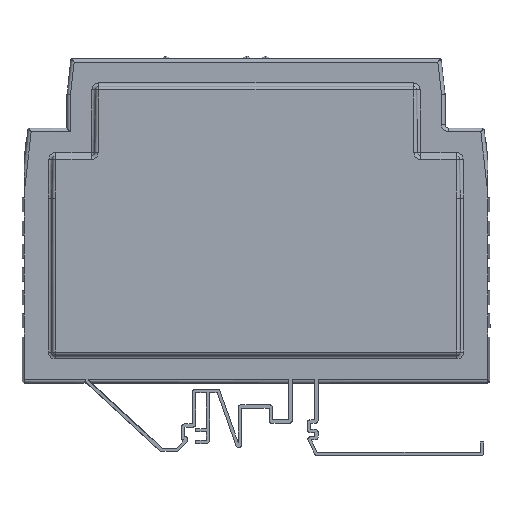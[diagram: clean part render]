
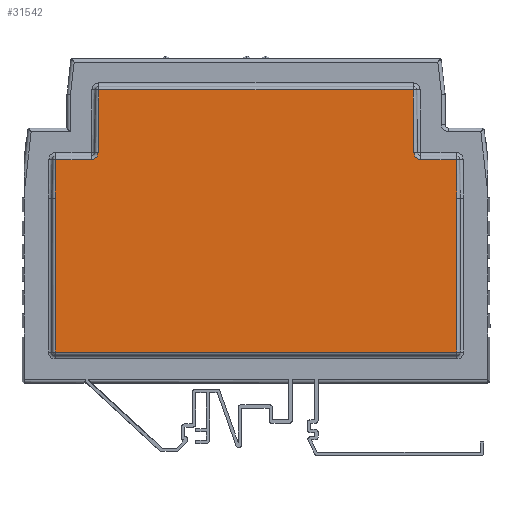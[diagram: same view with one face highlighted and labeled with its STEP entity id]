
A CAD part, left-side view. The second image highlights one B-rep face of the part: STEP entity #31542.
In plain terms, the highlighted planar face has unit normal (-1, 0, 0).
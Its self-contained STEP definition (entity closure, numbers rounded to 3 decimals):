
#5303 = CARTESIAN_POINT ( 'NONE',  ( -11.6, 43.25, -30.069 ) ) ;
#5308 = CARTESIAN_POINT ( 'NONE',  ( -11.6, -33.882, -6.75 ) ) ;
#5405 = CARTESIAN_POINT ( 'NONE',  ( -11.6, 34.05, -20.264 ) ) ;
#5530 = CARTESIAN_POINT ( 'NONE',  ( -11.6, 33.882, -6.75 ) ) ;
#5679 = CARTESIAN_POINT ( 'NONE',  ( -11.6, 43.131, -21.75 ) ) ;
#5807 = CARTESIAN_POINT ( 'NONE',  ( -11.6, -35.55, -21.75 ) ) ;
#5815 = CARTESIAN_POINT ( 'NONE',  ( -11.6, -34.05, -20.264 ) ) ;
#6068 = CARTESIAN_POINT ( 'NONE',  ( -11.6, -43.25, -63.25 ) ) ;
#6297 = DIRECTION ( 'NONE',  ( 0., 1., 0. ) ) ;
#6298 = VECTOR ( 'NONE', #6297, 1000. ) ;
#6301 = CARTESIAN_POINT ( 'NONE',  ( -11.6, 50.5, -21.75 ) ) ;
#6302 = LINE ( 'NONE', #6301, #6298 ) ;
#6329 = CIRCLE ( 'NONE', #6339, 1.5 ) ;
#6337 = CARTESIAN_POINT ( 'NONE',  ( -11.6, 35.55, -20.25 ) ) ;
#6339 = AXIS2_PLACEMENT_3D ( 'NONE', #6337, #6384, #6383 ) ;
#6383 = DIRECTION ( 'NONE',  ( 0., -1., 0. ) ) ;
#6384 = DIRECTION ( 'NONE',  ( -1., 0., 0. ) ) ;
#6613 = FACE_OUTER_BOUND ( 'NONE', #30097, .T. ) ;
#6614 = CARTESIAN_POINT ( 'NONE',  ( -11.6, 34.05, -20.264 ) ) ;
#6615 = CARTESIAN_POINT ( 'NONE',  ( -11.6, 34.028, -18.012 ) ) ;
#6616 = CARTESIAN_POINT ( 'NONE',  ( -11.6, 34.008, -15.759 ) ) ;
#6617 = CARTESIAN_POINT ( 'NONE',  ( -11.6, 33.963, -11.254 ) ) ;
#6618 = CARTESIAN_POINT ( 'NONE',  ( -11.6, 33.939, -9.002 ) ) ;
#6619 = CARTESIAN_POINT ( 'NONE',  ( -11.6, 33.882, -6.75 ) ) ;
#6620 = CARTESIAN_POINT ( 'NONE',  ( -11.6, 35.55, -21.75 ) ) ;
#6622 = B_SPLINE_CURVE_WITH_KNOTS ( 'NONE', 3,
 ( #6619, #6618, #6617, #6616, #6615, #6614 ),
 .UNSPECIFIED., .F., .F.,
 ( 4, 2, 4 ),
 ( 0., 0.007, 0.014 ),
 .UNSPECIFIED. ) ;
#6628 = DIRECTION ( 'NONE',  ( -1., 0., 0. ) ) ;
#6629 = CARTESIAN_POINT ( 'NONE',  ( -11.6, 50.5, -70. ) ) ;
#6633 = PLANE ( 'NONE',  #6652 ) ;
#6634 = LINE ( 'NONE', #6713, #6712 ) ;
#6652 = AXIS2_PLACEMENT_3D ( 'NONE', #6629, #6628, #6653 ) ;
#6653 = DIRECTION ( 'NONE',  ( 0., -1., 0. ) ) ;
#6711 = DIRECTION ( 'NONE',  ( 0., 1., 0. ) ) ;
#6712 = VECTOR ( 'NONE', #6711, 1000. ) ;
#6713 = CARTESIAN_POINT ( 'NONE',  ( -11.6, 50.5, -6.75 ) ) ;
#7481 = DIRECTION ( 'NONE',  ( 0., 0., 1. ) ) ;
#7482 = VECTOR ( 'NONE', #7481, 1000. ) ;
#7483 = CARTESIAN_POINT ( 'NONE',  ( -11.6, -43.25, -70. ) ) ;
#7506 = LINE ( 'NONE', #7483, #7482 ) ;
#7510 = LINE ( 'NONE', #7571, #7570 ) ;
#7514 = DIRECTION ( 'NONE',  ( 0., 0., -1. ) ) ;
#7522 = CARTESIAN_POINT ( 'NONE',  ( -11.6, 43.25, -70. ) ) ;
#7523 = CARTESIAN_POINT ( 'NONE',  ( -11.6, -43.131, -21.75 ) ) ;
#7525 = CARTESIAN_POINT ( 'NONE',  ( -11.6, -43.25, -30.069 ) ) ;
#7526 = CARTESIAN_POINT ( 'NONE',  ( -11.6, 43.25, -63.25 ) ) ;
#7527 = LINE ( 'NONE', #7522, #7528 ) ;
#7528 = VECTOR ( 'NONE', #7514, 1000. ) ;
#7569 = DIRECTION ( 'NONE',  ( 0., -1., 0. ) ) ;
#7570 = VECTOR ( 'NONE', #7569, 1000. ) ;
#7571 = CARTESIAN_POINT ( 'NONE',  ( -11.6, 50.5, -63.25 ) ) ;
#7748 = CARTESIAN_POINT ( 'NONE',  ( -11.6, -43.131, -21.75 ) ) ;
#7749 = CARTESIAN_POINT ( 'NONE',  ( -11.6, -43.167, -23.136 ) ) ;
#7750 = CARTESIAN_POINT ( 'NONE',  ( -11.6, -43.188, -24.523 ) ) ;
#7751 = CARTESIAN_POINT ( 'NONE',  ( -11.6, -43.224, -27.296 ) ) ;
#7752 = CARTESIAN_POINT ( 'NONE',  ( -11.6, -43.237, -28.683 ) ) ;
#7753 = CARTESIAN_POINT ( 'NONE',  ( -11.6, -43.25, -30.069 ) ) ;
#7756 = B_SPLINE_CURVE_WITH_KNOTS ( 'NONE', 3,
 ( #7753, #7752, #7751, #7750, #7749, #7748 ),
 .UNSPECIFIED., .F., .F.,
 ( 4, 2, 4 ),
 ( 0., 0.004, 0.008 ),
 .UNSPECIFIED. ) ;
#7774 = CIRCLE ( 'NONE', #7817, 1.5 ) ;
#7789 = CARTESIAN_POINT ( 'NONE',  ( -11.6, 43.25, -30.069 ) ) ;
#7790 = CARTESIAN_POINT ( 'NONE',  ( -11.6, 43.237, -28.683 ) ) ;
#7791 = CARTESIAN_POINT ( 'NONE',  ( -11.6, 43.224, -27.296 ) ) ;
#7792 = CARTESIAN_POINT ( 'NONE',  ( -11.6, 43.188, -24.523 ) ) ;
#7793 = CARTESIAN_POINT ( 'NONE',  ( -11.6, 43.167, -23.136 ) ) ;
#7794 = CARTESIAN_POINT ( 'NONE',  ( -11.6, 43.131, -21.75 ) ) ;
#7795 = B_SPLINE_CURVE_WITH_KNOTS ( 'NONE', 3,
 ( #7794, #7793, #7792, #7791, #7790, #7789 ),
 .UNSPECIFIED., .F., .F.,
 ( 4, 2, 4 ),
 ( 0., 0.004, 0.008 ),
 .UNSPECIFIED. ) ;
#7804 = CARTESIAN_POINT ( 'NONE',  ( -11.6, -33.882, -6.75 ) ) ;
#7805 = CARTESIAN_POINT ( 'NONE',  ( -11.6, -33.939, -9.002 ) ) ;
#7806 = CARTESIAN_POINT ( 'NONE',  ( -11.6, -33.963, -11.254 ) ) ;
#7807 = CARTESIAN_POINT ( 'NONE',  ( -11.6, -34.008, -15.759 ) ) ;
#7808 = CARTESIAN_POINT ( 'NONE',  ( -11.6, -34.028, -18.012 ) ) ;
#7809 = CARTESIAN_POINT ( 'NONE',  ( -11.6, -34.05, -20.264 ) ) ;
#7812 = B_SPLINE_CURVE_WITH_KNOTS ( 'NONE', 3,
 ( #7809, #7808, #7807, #7806, #7805, #7804 ),
 .UNSPECIFIED., .F., .F.,
 ( 4, 2, 4 ),
 ( 0., 0.007, 0.014 ),
 .UNSPECIFIED. ) ;
#7814 = DIRECTION ( 'NONE',  ( 0., -1., 0. ) ) ;
#7815 = DIRECTION ( 'NONE',  ( -1., 0., 0. ) ) ;
#7816 = CARTESIAN_POINT ( 'NONE',  ( -11.6, -35.55, -20.25 ) ) ;
#7817 = AXIS2_PLACEMENT_3D ( 'NONE', #7816, #7815, #7814 ) ;
#10903 = DIRECTION ( 'NONE',  ( 0., 1., 0. ) ) ;
#10904 = VECTOR ( 'NONE', #10903, 1000. ) ;
#10905 = CARTESIAN_POINT ( 'NONE',  ( -11.6, 50.5, -21.75 ) ) ;
#10906 = LINE ( 'NONE', #10905, #10904 ) ;
#29953 = ORIENTED_EDGE ( 'NONE', *, *, #33793, .T. ) ;
#29968 = VERTEX_POINT ( 'NONE', #5308 ) ;
#29974 = VERTEX_POINT ( 'NONE', #5303 ) ;
#30005 = VERTEX_POINT ( 'NONE', #5405 ) ;
#30053 = VERTEX_POINT ( 'NONE', #5530 ) ;
#30097 = EDGE_LOOP ( 'NONE', ( #31548, #30635, #30396, #30633, #31530, #30195, #29953, #31549, #30177, #31482, #47590, #35955 ) ) ;
#30144 = VERTEX_POINT ( 'NONE', #5679 ) ;
#30174 = VERTEX_POINT ( 'NONE', #5807 ) ;
#30177 = ORIENTED_EDGE ( 'NONE', *, *, #34555, .T. ) ;
#30179 = VERTEX_POINT ( 'NONE', #5815 ) ;
#30191 = VERTEX_POINT ( 'NONE', #6068 ) ;
#30195 = ORIENTED_EDGE ( 'NONE', *, *, #33736, .T. ) ;
#30396 = ORIENTED_EDGE ( 'NONE', *, *, #30759, .F. ) ;
#30424 = EDGE_CURVE ( 'NONE', #31485, #30144, #6302, .T. ) ;
#30633 = ORIENTED_EDGE ( 'NONE', *, *, #30424, .T. ) ;
#30635 = ORIENTED_EDGE ( 'NONE', *, *, #31481, .T. ) ;
#30759 = EDGE_CURVE ( 'NONE', #31485, #30005, #6329, .T. ) ;
#31481 = EDGE_CURVE ( 'NONE', #30053, #30005, #6622, .T. ) ;
#31482 = ORIENTED_EDGE ( 'NONE', *, *, #47562, .T. ) ;
#31485 = VERTEX_POINT ( 'NONE', #6620 ) ;
#31530 = ORIENTED_EDGE ( 'NONE', *, *, #34847, .T. ) ;
#31542 = ADVANCED_FACE ( 'NONE', ( #6613 ), #6633, .T. ) ;
#31548 = ORIENTED_EDGE ( 'NONE', *, *, #31553, .T. ) ;
#31549 = ORIENTED_EDGE ( 'NONE', *, *, #33383, .T. ) ;
#31553 = EDGE_CURVE ( 'NONE', #29968, #30053, #6634, .T. ) ;
#33383 = EDGE_CURVE ( 'NONE', #30191, #33770, #7506, .T. ) ;
#33675 = VERTEX_POINT ( 'NONE', #7526 ) ;
#33736 = EDGE_CURVE ( 'NONE', #29974, #33675, #7527, .T. ) ;
#33770 = VERTEX_POINT ( 'NONE', #7525 ) ;
#33779 = VERTEX_POINT ( 'NONE', #7523 ) ;
#33793 = EDGE_CURVE ( 'NONE', #33675, #30191, #7510, .T. ) ;
#34555 = EDGE_CURVE ( 'NONE', #33770, #33779, #7756, .T. ) ;
#34847 = EDGE_CURVE ( 'NONE', #30144, #29974, #7795, .T. ) ;
#35955 = ORIENTED_EDGE ( 'NONE', *, *, #35996, .T. ) ;
#35979 = EDGE_CURVE ( 'NONE', #30179, #30174, #7774, .T. ) ;
#35996 = EDGE_CURVE ( 'NONE', #30179, #29968, #7812, .T. ) ;
#47562 = EDGE_CURVE ( 'NONE', #33779, #30174, #10906, .T. ) ;
#47590 = ORIENTED_EDGE ( 'NONE', *, *, #35979, .F. ) ;
